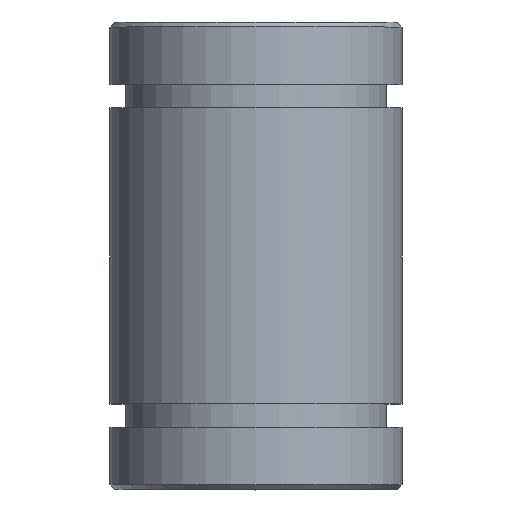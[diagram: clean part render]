
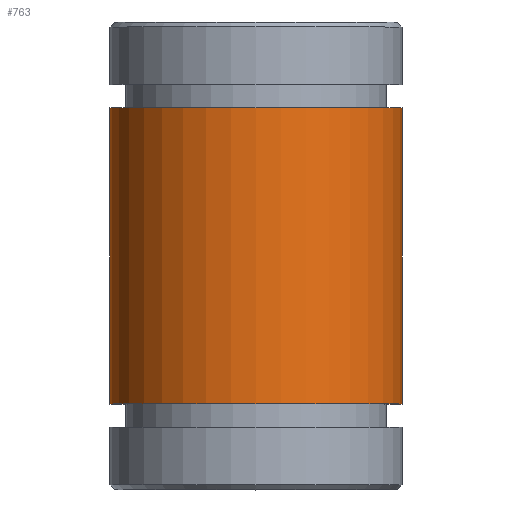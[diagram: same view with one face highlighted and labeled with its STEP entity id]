
A CAD part, top view. The second image highlights one B-rep face of the part: STEP entity #763.
In plain terms, the highlighted cylindrical face has radius 7.5 mm (diameter 15 mm), a full revolution.
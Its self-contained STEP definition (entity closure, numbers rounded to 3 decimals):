
#626 = PLANE('',#627);
#627 = AXIS2_PLACEMENT_3D('',#628,#629,#630);
#628 = CARTESIAN_POINT('',(0.,-7.6,0.));
#629 = DIRECTION('',(-0.,-1.,-0.));
#630 = DIRECTION('',(1.,0.,0.));
#700 = EDGE_CURVE('',#701,#701,#703,.T.);
#701 = VERTEX_POINT('',#702);
#702 = CARTESIAN_POINT('',(7.5,-7.6,0.));
#703 = SURFACE_CURVE('',#704,(#709,#716),.PCURVE_S1.);
#704 = CIRCLE('',#705,7.5);
#705 = AXIS2_PLACEMENT_3D('',#706,#707,#708);
#706 = CARTESIAN_POINT('',(0.,-7.6,0.));
#707 = DIRECTION('',(0.,-1.,0.));
#708 = DIRECTION('',(1.,0.,0.));
#709 = PCURVE('',#626,#710);
#710 = DEFINITIONAL_REPRESENTATION('',(#711),#715);
#711 = CIRCLE('',#712,7.5);
#712 = AXIS2_PLACEMENT_2D('',#713,#714);
#713 = CARTESIAN_POINT('',(0.,0.));
#714 = DIRECTION('',(1.,-0.));
#715 = ( GEOMETRIC_REPRESENTATION_CONTEXT(2) 
PARAMETRIC_REPRESENTATION_CONTEXT() REPRESENTATION_CONTEXT('2D SPACE',''
  ) );
#716 = PCURVE('',#717,#722);
#717 = CYLINDRICAL_SURFACE('',#718,7.5);
#718 = AXIS2_PLACEMENT_3D('',#719,#720,#721);
#719 = CARTESIAN_POINT('',(0.,-7.6,0.));
#720 = DIRECTION('',(0.,1.,0.));
#721 = DIRECTION('',(1.,0.,0.));
#722 = DEFINITIONAL_REPRESENTATION('',(#723),#727);
#723 = LINE('',#724,#725);
#724 = CARTESIAN_POINT('',(-0.,0.));
#725 = VECTOR('',#726,1.);
#726 = DIRECTION('',(-1.,0.));
#727 = ( GEOMETRIC_REPRESENTATION_CONTEXT(2) 
PARAMETRIC_REPRESENTATION_CONTEXT() REPRESENTATION_CONTEXT('2D SPACE',''
  ) );
#763 = ADVANCED_FACE('',(#764),#717,.T.);
#764 = FACE_BOUND('',#765,.F.);
#765 = EDGE_LOOP('',(#766,#767,#790,#817));
#766 = ORIENTED_EDGE('',*,*,#700,.T.);
#767 = ORIENTED_EDGE('',*,*,#768,.T.);
#768 = EDGE_CURVE('',#701,#769,#771,.T.);
#769 = VERTEX_POINT('',#770);
#770 = CARTESIAN_POINT('',(7.5,7.6,0.));
#771 = SEAM_CURVE('',#772,(#776,#783),.PCURVE_S1.);
#772 = LINE('',#773,#774);
#773 = CARTESIAN_POINT('',(7.5,-7.6,0.));
#774 = VECTOR('',#775,1.);
#775 = DIRECTION('',(0.,1.,0.));
#776 = PCURVE('',#717,#777);
#777 = DEFINITIONAL_REPRESENTATION('',(#778),#782);
#778 = LINE('',#779,#780);
#779 = CARTESIAN_POINT('',(-0.,0.));
#780 = VECTOR('',#781,1.);
#781 = DIRECTION('',(-0.,1.));
#782 = ( GEOMETRIC_REPRESENTATION_CONTEXT(2) 
PARAMETRIC_REPRESENTATION_CONTEXT() REPRESENTATION_CONTEXT('2D SPACE',''
  ) );
#783 = PCURVE('',#717,#784);
#784 = DEFINITIONAL_REPRESENTATION('',(#785),#789);
#785 = LINE('',#786,#787);
#786 = CARTESIAN_POINT('',(-6.283,0.));
#787 = VECTOR('',#788,1.);
#788 = DIRECTION('',(-0.,1.));
#789 = ( GEOMETRIC_REPRESENTATION_CONTEXT(2) 
PARAMETRIC_REPRESENTATION_CONTEXT() REPRESENTATION_CONTEXT('2D SPACE',''
  ) );
#790 = ORIENTED_EDGE('',*,*,#791,.F.);
#791 = EDGE_CURVE('',#769,#769,#792,.T.);
#792 = SURFACE_CURVE('',#793,(#798,#805),.PCURVE_S1.);
#793 = CIRCLE('',#794,7.5);
#794 = AXIS2_PLACEMENT_3D('',#795,#796,#797);
#795 = CARTESIAN_POINT('',(0.,7.6,0.));
#796 = DIRECTION('',(0.,-1.,0.));
#797 = DIRECTION('',(1.,0.,0.));
#798 = PCURVE('',#717,#799);
#799 = DEFINITIONAL_REPRESENTATION('',(#800),#804);
#800 = LINE('',#801,#802);
#801 = CARTESIAN_POINT('',(-0.,15.2));
#802 = VECTOR('',#803,1.);
#803 = DIRECTION('',(-1.,0.));
#804 = ( GEOMETRIC_REPRESENTATION_CONTEXT(2) 
PARAMETRIC_REPRESENTATION_CONTEXT() REPRESENTATION_CONTEXT('2D SPACE',''
  ) );
#805 = PCURVE('',#806,#811);
#806 = PLANE('',#807);
#807 = AXIS2_PLACEMENT_3D('',#808,#809,#810);
#808 = CARTESIAN_POINT('',(0.,7.6,0.));
#809 = DIRECTION('',(-0.,-1.,-0.));
#810 = DIRECTION('',(1.,0.,0.));
#811 = DEFINITIONAL_REPRESENTATION('',(#812),#816);
#812 = CIRCLE('',#813,7.5);
#813 = AXIS2_PLACEMENT_2D('',#814,#815);
#814 = CARTESIAN_POINT('',(0.,0.));
#815 = DIRECTION('',(1.,0.));
#816 = ( GEOMETRIC_REPRESENTATION_CONTEXT(2) 
PARAMETRIC_REPRESENTATION_CONTEXT() REPRESENTATION_CONTEXT('2D SPACE',''
  ) );
#817 = ORIENTED_EDGE('',*,*,#768,.F.);
